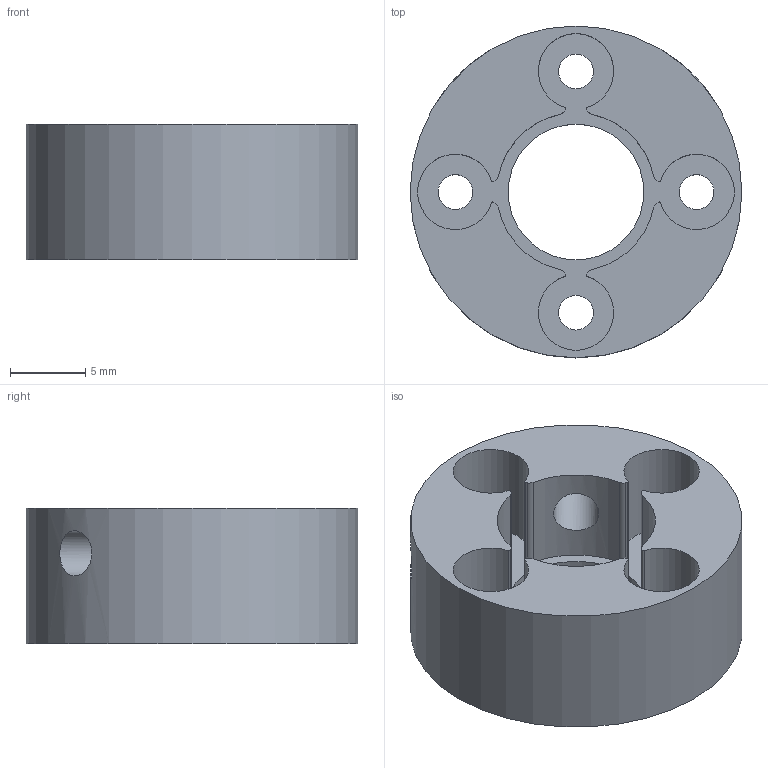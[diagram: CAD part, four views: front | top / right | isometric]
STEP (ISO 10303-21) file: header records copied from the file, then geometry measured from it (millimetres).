
FILE_DESCRIPTION(('STEP AP214'), '1');
FILE_NAME('Coupling Shaft Blue Motor', '', ('UNSPECIFIED'), ('UNSPECIFIED'), 'ASCON STEP Converter 1.6', 'ASCON Math Kernel', '');
FILE_SCHEMA(('AUTOMOTIVE_DESIGN { 1 0 10303 214 3 1 1}'));
Length unit declared in the file: millimetre
Bounding box: 22 x 22 x 9 mm (x, y, z)
Volume: 2053.4 mm3; surface area: 2010 mm2
Topology: 1 solids, 1 shells, 43 faces, 120 edges, 80 vertices
Faces by surface type: cylinder 32, plane 11
Full cylindrical faces by diameter (mm): 2.3 x4, 3 x2, 9 x1, 22 x1
Entity records: 2051 total; most frequent: CARTESIAN_POINT 516, DIRECTION 256, ORIENTED_EDGE 224, EDGE_CURVE 112, AXIS2_PLACEMENT_3D 104, VERTEX_POINT 80, EDGE_LOOP 66, CIRCLE 60
